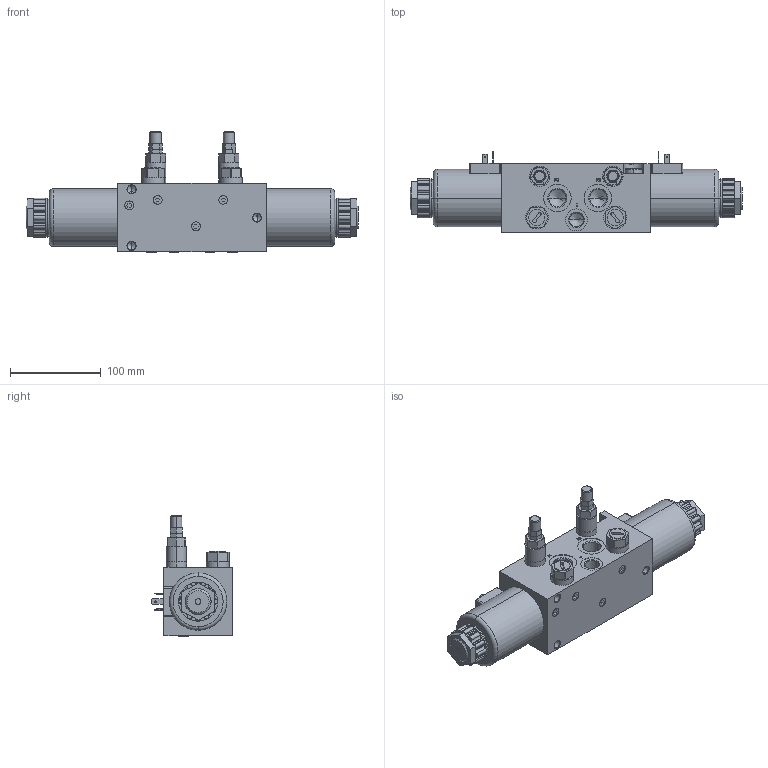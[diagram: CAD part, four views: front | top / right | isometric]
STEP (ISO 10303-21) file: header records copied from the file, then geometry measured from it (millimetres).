
FILE_DESCRIPTION (( 'STEP AP203' ), '1' );
FILE_NAME ('32-E8312P4-12V.STEP', '2024-01-30T07:35:43', ( '' ), ( '' ), 'SwSTEP 2.0', 'SolidWorks 2024', '' );
FILE_SCHEMA (( 'CONFIG_CONTROL_DESIGN' ));
Length unit declared in the file: millimetre
Products named in the file (4): 32-E8312P4-XXX; 4WE10-12; 32-E8312P4-12V; 32-E831 Kelanmutteri
Assembly tree (5 placements, depth 2):
  32-E8312P4-12V
    32-E8312P4-XXX
    4WE10-12  x2
    32-E831 Kelanmutteri  x2
Bounding box: 365 x 88.4 x 132.9 mm (x, y, z)
Volume: 1395418.2 mm3; surface area: 184763.3 mm2
Topology: 5 solids, 5 shells, 1000 faces, 2520 edges, 1612 vertices
Faces by surface type: plane 499, cylinder 277, bspline 111, cone 107, torus 6
Entity records: 31336 total; most frequent: CARTESIAN_POINT 11711, ORIENTED_EDGE 4068, DIRECTION 3727, EDGE_CURVE 2034, VERTEX_POINT 1314, AXIS2_PLACEMENT_3D 1262, VECTOR 1203, LINE 1203
